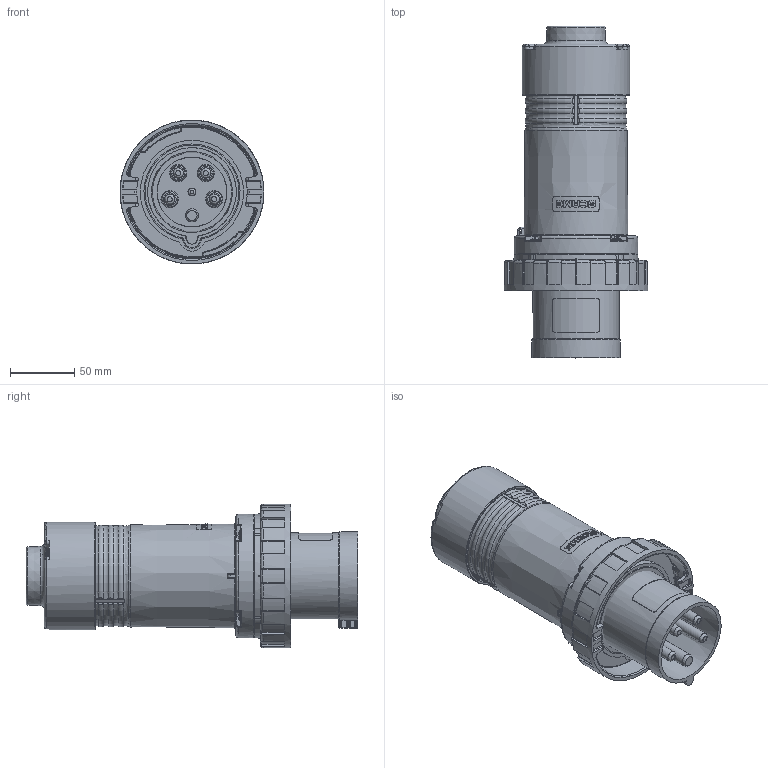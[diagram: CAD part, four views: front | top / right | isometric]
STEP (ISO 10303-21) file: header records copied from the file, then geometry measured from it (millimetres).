
FILE_DESCRIPTION(/* description */ (''),/* implementation_level */ '2;1');
FILE_NAME(/* name */ '4003592.stp',/* time_stamp */ '2019-03-01T11:22:08+01:00',/* author */ (''),/* organization */ (''),/* preprocessor_version */ 'ST-DEVELOPER v16.7',/* originating_system */ 'SIEMENS PLM Software NX 12.0',/* authorisation */ '');
FILE_SCHEMA (('AUTOMOTIVE_DESIGN { 1 0 10303 214 3 1 1 1 }'));
Products named in the file (1): bsom23CC53FBp1tm
Bounding box: 111.97 x 258.4 x 112 mm (x, y, z)
Volume: 283768.1 mm3; surface area: 333030 mm2
Topology: 23 solids, 24 shells, 2663 faces, 7079 edges, 4513 vertices
Faces by surface type: plane 1066, cylinder 648, bspline 387, torus 238, cone 210, extrusion 82, sphere 32
Full cylindrical faces by diameter (mm): 2.5 x4, 2.6 x4, 2.7 x1, 2.8 x4, 2.85 x2, 3 x12, 3.5 x5, 4 x12, 4.14 x10, 4.2 x6, 4.4 x1, 4.5 x2, 4.642 x1, 4.8 x3, 5 x2, 5.2 x2, 5.6 x3, 6 x2, 6.2 x1, 6.5 x3, 7 x5, 7.4 x5, 7.8 x3, 8 x11, 8.2 x4, 10 x6, 10.2 x1, 12 x8, 12.3 x1, 12.5 x1
Entity records: 117021 total; most frequent: CARTESIAN_POINT 56136, ORIENTED_EDGE 13334, DIRECTION 11058, EDGE_CURVE 6667, VERTEX_POINT 4423, AXIS2_PLACEMENT_3D 4312, EDGE_LOOP 3136, ADVANCED_FACE 2663
